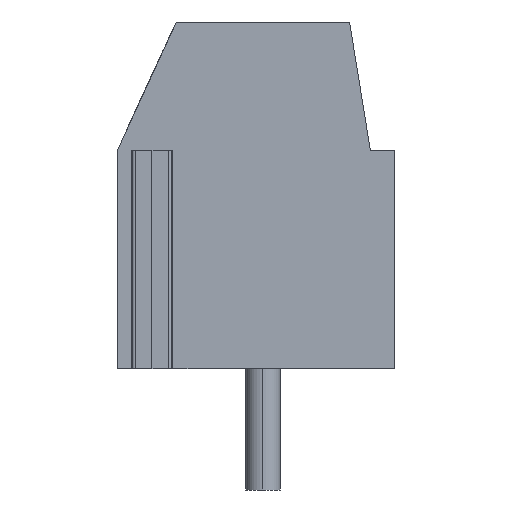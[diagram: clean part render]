
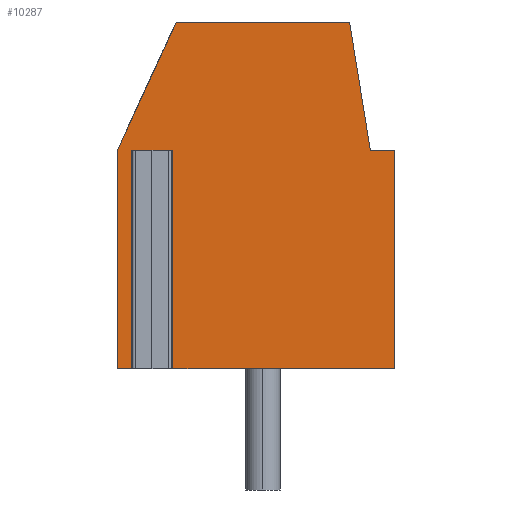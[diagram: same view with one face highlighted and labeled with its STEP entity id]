
A CAD part, left-side view. The second image highlights one B-rep face of the part: STEP entity #10287.
In plain terms, the highlighted planar face has unit normal (-1, 0, 0).
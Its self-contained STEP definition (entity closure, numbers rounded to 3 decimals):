
#10212=AXIS2_PLACEMENT_3D('Plane Axis2P3D',#10209,#10210,#10211) ;
#9529=CARTESIAN_POINT('Vertex',(0.6,-3.013,9.8)) ;
#9534=CARTESIAN_POINT('Line Origine',(0.6,-3.013,6.65)) ;
#9538=CARTESIAN_POINT('Vertex',(0.6,-3.013,3.5)) ;
#9780=CARTESIAN_POINT('Vertex',(0.6,3.287,13.5)) ;
#9783=CARTESIAN_POINT('Line Origine',(0.6,0.787,13.5)) ;
#9787=CARTESIAN_POINT('Vertex',(0.6,-1.713,13.5)) ;
#10107=CARTESIAN_POINT('Vertex',(0.6,-2.313,9.8)) ;
#10112=CARTESIAN_POINT('Line Origine',(0.6,-2.663,9.8)) ;
#10209=CARTESIAN_POINT('Axis2P3D Location',(0.6,0.787,3.5)) ;
#10214=CARTESIAN_POINT('Line Origine',(0.6,3.829,9.8)) ;
#10218=CARTESIAN_POINT('Vertex',(0.6,3.672,9.8)) ;
#10220=CARTESIAN_POINT('Vertex',(0.6,3.987,9.8)) ;
#10223=CARTESIAN_POINT('Line Origine',(0.6,3.672,6.65)) ;
#10227=CARTESIAN_POINT('Vertex',(0.6,3.672,3.5)) ;
#10230=CARTESIAN_POINT('Line Origine',(0.6,0.329,3.5)) ;
#10235=CARTESIAN_POINT('Line Origine',(0.6,-2.013,11.65)) ;
#10240=CARTESIAN_POINT('Line Origine',(0.6,4.137,11.65)) ;
#10244=CARTESIAN_POINT('Vertex',(0.6,4.987,9.8)) ;
#10247=CARTESIAN_POINT('Line Origine',(0.6,4.987,6.65)) ;
#10251=CARTESIAN_POINT('Vertex',(0.6,4.987,3.5)) ;
#10254=CARTESIAN_POINT('Line Origine',(0.6,4.644,3.5)) ;
#10258=CARTESIAN_POINT('Vertex',(0.6,4.302,3.5)) ;
#10261=CARTESIAN_POINT('Line Origine',(0.6,4.302,6.65)) ;
#10265=CARTESIAN_POINT('Vertex',(0.6,4.302,9.8)) ;
#10268=CARTESIAN_POINT('Line Origine',(0.6,4.144,9.8)) ;
#9535=DIRECTION('Vector Direction',(0.,0.,-1.)) ;
#9784=DIRECTION('Vector Direction',(0.,-1.,0.)) ;
#10113=DIRECTION('Vector Direction',(0.,-1.,0.)) ;
#10210=DIRECTION('Axis2P3D Direction',(1.,0.,0.)) ;
#10211=DIRECTION('Axis2P3D XDirection',(0.,0.,1.)) ;
#10215=DIRECTION('Vector Direction',(0.,1.,0.)) ;
#10224=DIRECTION('Vector Direction',(0.,0.,1.)) ;
#10231=DIRECTION('Vector Direction',(0.,1.,0.)) ;
#10236=DIRECTION('Vector Direction',(0.,0.16,0.987)) ;
#10241=DIRECTION('Vector Direction',(0.,-0.418,0.909)) ;
#10248=DIRECTION('Vector Direction',(0.,0.,1.)) ;
#10255=DIRECTION('Vector Direction',(0.,1.,0.)) ;
#10262=DIRECTION('Vector Direction',(0.,0.,1.)) ;
#10269=DIRECTION('Vector Direction',(0.,-1.,0.)) ;
#9536=VECTOR('Line Direction',#9535,1.) ;
#9785=VECTOR('Line Direction',#9784,1.) ;
#10114=VECTOR('Line Direction',#10113,1.) ;
#10216=VECTOR('Line Direction',#10215,1.) ;
#10225=VECTOR('Line Direction',#10224,1.) ;
#10232=VECTOR('Line Direction',#10231,1.) ;
#10237=VECTOR('Line Direction',#10236,1.) ;
#10242=VECTOR('Line Direction',#10241,1.) ;
#10249=VECTOR('Line Direction',#10248,1.) ;
#10256=VECTOR('Line Direction',#10255,1.) ;
#10263=VECTOR('Line Direction',#10262,1.) ;
#10270=VECTOR('Line Direction',#10269,1.) ;
#10274=ORIENTED_EDGE('',*,*,#10222,.F.) ;
#10275=ORIENTED_EDGE('',*,*,#10229,.F.) ;
#10276=ORIENTED_EDGE('',*,*,#10234,.F.) ;
#10277=ORIENTED_EDGE('',*,*,#9540,.F.) ;
#10278=ORIENTED_EDGE('',*,*,#10116,.F.) ;
#10279=ORIENTED_EDGE('',*,*,#10239,.F.) ;
#10280=ORIENTED_EDGE('',*,*,#9789,.F.) ;
#10281=ORIENTED_EDGE('',*,*,#10246,.F.) ;
#10282=ORIENTED_EDGE('',*,*,#10253,.F.) ;
#10283=ORIENTED_EDGE('',*,*,#10260,.F.) ;
#10284=ORIENTED_EDGE('',*,*,#10267,.T.) ;
#10285=ORIENTED_EDGE('',*,*,#10272,.F.) ;
#10287=ADVANCED_FACE('Housing-3',(#10286),#10213,.F.) ;
#9540=EDGE_CURVE('',#9530,#9539,#9537,.T.) ;
#9789=EDGE_CURVE('',#9781,#9788,#9786,.T.) ;
#10116=EDGE_CURVE('',#10108,#9530,#10115,.T.) ;
#10222=EDGE_CURVE('',#10219,#10221,#10217,.T.) ;
#10229=EDGE_CURVE('',#10228,#10219,#10226,.T.) ;
#10234=EDGE_CURVE('',#9539,#10228,#10233,.T.) ;
#10239=EDGE_CURVE('',#9788,#10108,#10238,.F.) ;
#10246=EDGE_CURVE('',#10245,#9781,#10243,.T.) ;
#10253=EDGE_CURVE('',#10252,#10245,#10250,.T.) ;
#10260=EDGE_CURVE('',#10259,#10252,#10257,.T.) ;
#10267=EDGE_CURVE('',#10259,#10266,#10264,.T.) ;
#10272=EDGE_CURVE('',#10221,#10266,#10271,.F.) ;
#10273=EDGE_LOOP('',(#10274,#10275,#10276,#10277,#10278,#10279,#10280,#10281,#10282,#10283,#10284,#10285)) ;
#10286=FACE_OUTER_BOUND('',#10273,.T.) ;
#9537=LINE('Line',#9534,#9536) ;
#9786=LINE('Line',#9783,#9785) ;
#10115=LINE('Line',#10112,#10114) ;
#10217=LINE('Line',#10214,#10216) ;
#10226=LINE('Line',#10223,#10225) ;
#10233=LINE('Line',#10230,#10232) ;
#10238=LINE('Line',#10235,#10237) ;
#10243=LINE('Line',#10240,#10242) ;
#10250=LINE('Line',#10247,#10249) ;
#10257=LINE('Line',#10254,#10256) ;
#10264=LINE('Line',#10261,#10263) ;
#10271=LINE('Line',#10268,#10270) ;
#10213=PLANE('',#10212) ;
#9530=VERTEX_POINT('',#9529) ;
#9539=VERTEX_POINT('',#9538) ;
#9781=VERTEX_POINT('',#9780) ;
#9788=VERTEX_POINT('',#9787) ;
#10108=VERTEX_POINT('',#10107) ;
#10219=VERTEX_POINT('',#10218) ;
#10221=VERTEX_POINT('',#10220) ;
#10228=VERTEX_POINT('',#10227) ;
#10245=VERTEX_POINT('',#10244) ;
#10252=VERTEX_POINT('',#10251) ;
#10259=VERTEX_POINT('',#10258) ;
#10266=VERTEX_POINT('',#10265) ;
